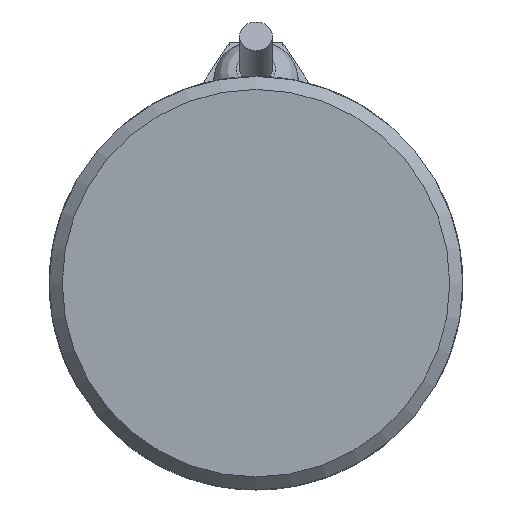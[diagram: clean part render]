
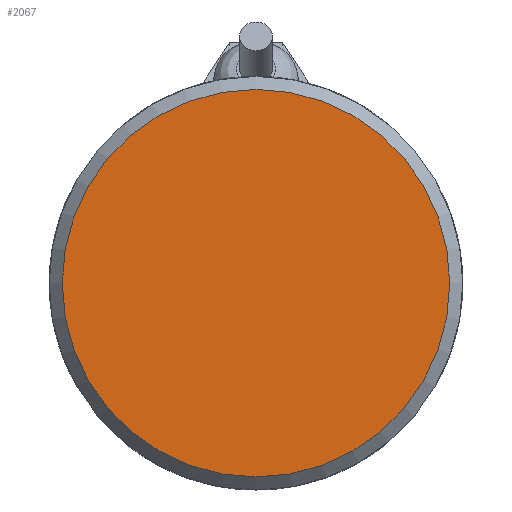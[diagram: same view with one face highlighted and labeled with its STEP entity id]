
A CAD part, left-side view. The second image highlights one B-rep face of the part: STEP entity #2067.
In plain terms, the highlighted planar face has unit normal (-1, 0, 0).
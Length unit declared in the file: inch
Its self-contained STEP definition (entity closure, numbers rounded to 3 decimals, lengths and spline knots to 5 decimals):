
#202=PLANE('',#2229);
#307=FACE_OUTER_BOUND('',#435,.T.);
#435=EDGE_LOOP('',(#1636));
#753=CIRCLE('',#2227,1.17126);
#927=VERTEX_POINT('',#4900);
#1207=EDGE_CURVE('',#927,#927,#753,.T.);
#1636=ORIENTED_EDGE('',*,*,#1207,.F.);
#2067=ADVANCED_FACE('',(#307),#202,.F.);
#2227=AXIS2_PLACEMENT_3D('',#4901,#2615,#2616);
#2229=AXIS2_PLACEMENT_3D('',#4905,#2620,#2621);
#2615=DIRECTION('center_axis',(1.,0.,0.));
#2616=DIRECTION('ref_axis',(0.,0.,-1.));
#2620=DIRECTION('center_axis',(1.,0.,0.));
#2621=DIRECTION('ref_axis',(0.,0.,-1.));
#4900=CARTESIAN_POINT('',(-6.315,0.,1.17126));
#4901=CARTESIAN_POINT('Origin',(-6.315,0.,0.));
#4905=CARTESIAN_POINT('Origin',(-6.315,0.,0.));
